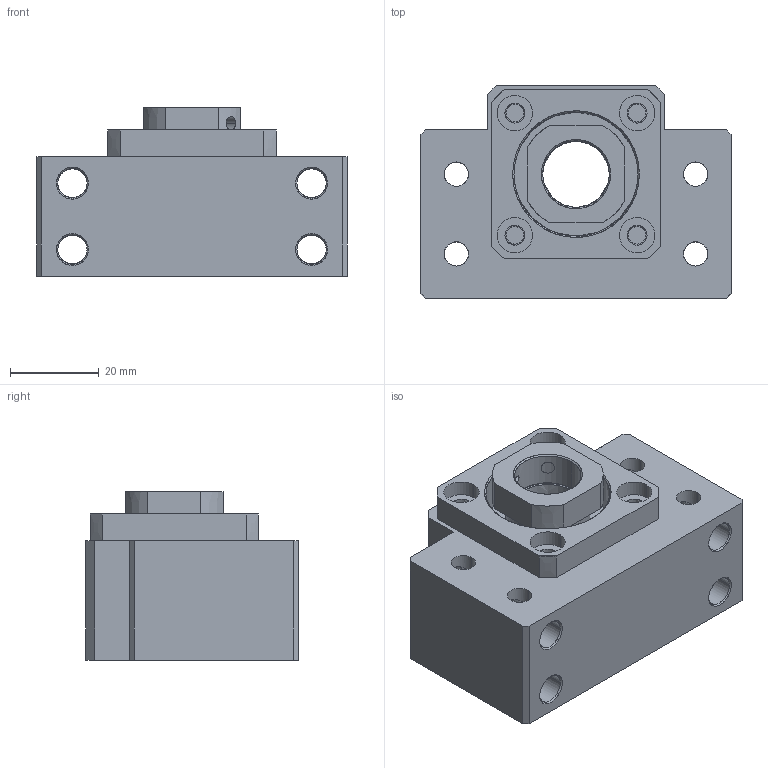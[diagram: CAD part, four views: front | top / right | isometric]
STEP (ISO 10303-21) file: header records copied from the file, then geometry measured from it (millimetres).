
FILE_DESCRIPTION((''),'2;1');
FILE_NAME('bk15','2004-09-18T11:10:44',(''),(''),'CADlook_v7.0','Cimatron E by Cimatron Inc.','');
FILE_SCHEMA(('AUTOMOTIVE_DESIGN { 1 2 10303 214 0 1 1 1 }'));
Length unit declared in the file: millimetre
Products named in the file (2): geom set
Bounding box: 70 x 48 x 38 mm (x, y, z)
Surface area: 30104.6 mm2 (no closed solid volume)
Topology: 0 solids, 219 shells, 219 faces, 1518 edges, 2024 vertices
Faces by surface type: cylinder 72, bspline 62, plane 51, torus 32, cone 2
Entity records: 26669 total; most frequent: CARTESIAN_POINT 9967, DIRECTION 2266, VERTEX_POINT 1012, EDGE_CURVE 1012, ORIENTED_EDGE 1012, COLOUR_RGB 944, PRESENTATION_STYLE_ASSIGNMENT 944, STYLED_ITEM 944
